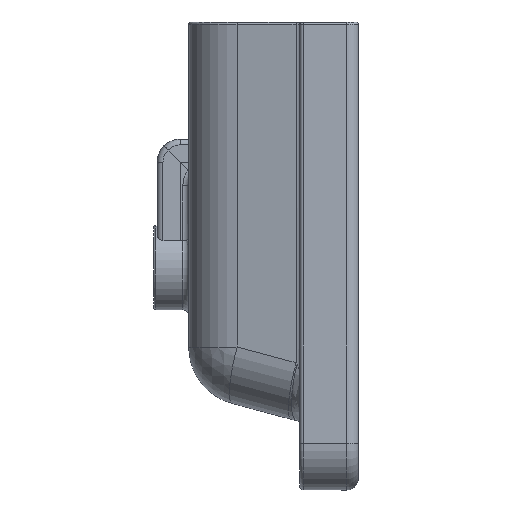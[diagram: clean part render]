
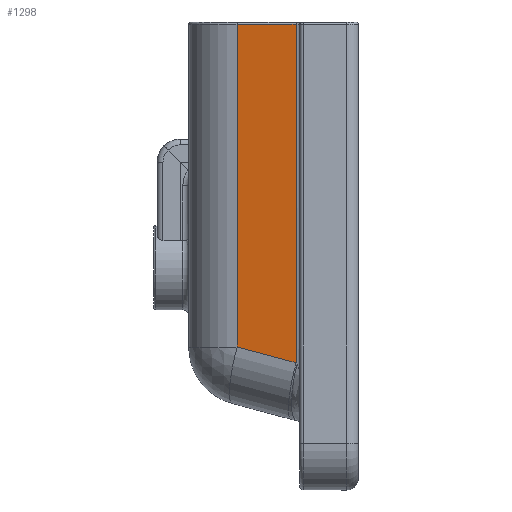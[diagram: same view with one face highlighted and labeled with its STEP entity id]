
A CAD part, left-side view. The second image highlights one B-rep face of the part: STEP entity #1298.
In plain terms, the highlighted planar face has unit normal (-0.985, 0.174, 0).
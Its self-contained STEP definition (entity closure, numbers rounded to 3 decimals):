
#263 = CARTESIAN_POINT ( 'NONE',  ( -195.608, 53.264, 198. ) ) ;
#386 = CARTESIAN_POINT ( 'NONE',  ( -205., 0., 0. ) ) ;
#683 = VERTEX_POINT ( 'NONE', #1740 ) ;
#821 = ORIENTED_EDGE ( 'NONE', *, *, #5547, .T. ) ;
#1037 = LINE ( 'NONE', #5753, #9071 ) ;
#1138 = DIRECTION ( 'NONE',  ( -0.174, -0.985, 0. ) ) ;
#1298 = ADVANCED_FACE ( 'NONE', ( #1330 ), #5411, .T. ) ;
#1330 = FACE_OUTER_BOUND ( 'NONE', #5223, .T. ) ;
#1391 = DIRECTION ( 'NONE',  ( 0.174, 0.985, 0. ) ) ;
#1636 = CARTESIAN_POINT ( 'NONE',  ( -195.608, 53.264, 200. ) ) ;
#1740 = CARTESIAN_POINT ( 'NONE',  ( -186.718, 103.682, -77.781 ) ) ;
#1850 = DIRECTION ( 'NONE',  ( -0.985, 0.174, 0. ) ) ;
#2218 = EDGE_CURVE ( 'NONE', #4643, #683, #1037, .T. ) ;
#2449 = DIRECTION ( 'NONE',  ( 0., 0., -1. ) ) ;
#2478 = AXIS2_PLACEMENT_3D ( 'NONE', #386, #1850, #1138 ) ;
#2758 = ORIENTED_EDGE ( 'NONE', *, *, #8067, .T. ) ;
#3232 = CARTESIAN_POINT ( 'NONE',  ( -195.608, 53.264, -91.291 ) ) ;
#3626 = CARTESIAN_POINT ( 'NONE',  ( -200.478, 25.647, -98.691 ) ) ;
#4287 = VERTEX_POINT ( 'NONE', #3232 ) ;
#4633 = EDGE_CURVE ( 'NONE', #4287, #7518, #5953, .T. ) ;
#4643 = VERTEX_POINT ( 'NONE', #8818 ) ;
#5223 = EDGE_LOOP ( 'NONE', ( #7649, #821, #7029, #2758 ) ) ;
#5269 = VECTOR ( 'NONE', #8861, 1000. ) ;
#5411 = PLANE ( 'NONE',  #2478 ) ;
#5547 = EDGE_CURVE ( 'NONE', #7518, #4643, #6362, .T. ) ;
#5753 = CARTESIAN_POINT ( 'NONE',  ( -186.718, 103.682, 0. ) ) ;
#5953 = LINE ( 'NONE', #1636, #5269 ) ;
#6362 = LINE ( 'NONE', #8475, #8559 ) ;
#6408 = LINE ( 'NONE', #3626, #7502 ) ;
#7029 = ORIENTED_EDGE ( 'NONE', *, *, #2218, .T. ) ;
#7502 = VECTOR ( 'NONE', #7782, 1000. ) ;
#7518 = VERTEX_POINT ( 'NONE', #263 ) ;
#7649 = ORIENTED_EDGE ( 'NONE', *, *, #4633, .T. ) ;
#7782 = DIRECTION ( 'NONE',  ( -0.168, -0.952, -0.255 ) ) ;
#8067 = EDGE_CURVE ( 'NONE', #683, #4287, #6408, .T. ) ;
#8475 = CARTESIAN_POINT ( 'NONE',  ( -205., 0., 198. ) ) ;
#8559 = VECTOR ( 'NONE', #1391, 1000. ) ;
#8818 = CARTESIAN_POINT ( 'NONE',  ( -186.718, 103.682, 198. ) ) ;
#8861 = DIRECTION ( 'NONE',  ( 0., 0., 1. ) ) ;
#9071 = VECTOR ( 'NONE', #2449, 1000. ) ;
